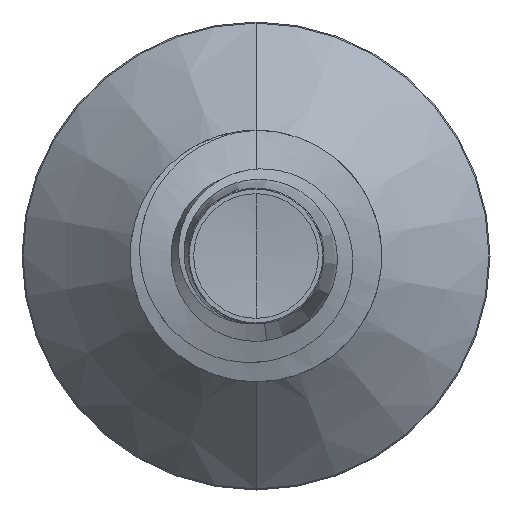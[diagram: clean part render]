
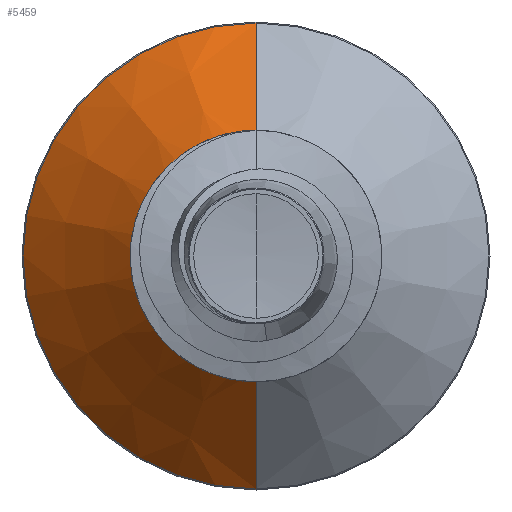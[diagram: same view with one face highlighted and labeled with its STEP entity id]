
A CAD part, front view. The second image highlights one B-rep face of the part: STEP entity #5459.
In plain terms, the highlighted conical face has half-angle 45 degrees and reference radius 2.301 mm.
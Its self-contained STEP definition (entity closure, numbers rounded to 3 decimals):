
#146 = AXIS2_PLACEMENT_3D ( 'NONE', #2165, #2067, #2036 ) ;
#850 = ORIENTED_EDGE ( 'NONE', *, *, #11711, .F. ) ;
#2036 = DIRECTION ( 'NONE',  ( 0., 0., 1. ) ) ;
#2067 = DIRECTION ( 'NONE',  ( 0., 1., 0. ) ) ;
#2165 = CARTESIAN_POINT ( 'NONE',  ( 0., 6.901, 0. ) ) ;
#2172 = CARTESIAN_POINT ( 'NONE',  ( 0., 6.901, 2.301 ) ) ;
#2313 = DIRECTION ( 'NONE',  ( 0., 0., 1. ) ) ;
#2322 = DIRECTION ( 'NONE',  ( 0., 1., 0. ) ) ;
#2341 = CARTESIAN_POINT ( 'NONE',  ( 0., 6.901, 0. ) ) ;
#3257 = CARTESIAN_POINT ( 'NONE',  ( 0., 9.228, 4.628 ) ) ;
#5000 = DIRECTION ( 'NONE',  ( 0., 1., 0. ) ) ;
#5244 = DIRECTION ( 'NONE',  ( 0., 0., 1. ) ) ;
#5283 = CARTESIAN_POINT ( 'NONE',  ( 0., 9.228, 0. ) ) ;
#5459 = ADVANCED_FACE ( 'NONE', ( #8192 ), #12261, .T. ) ;
#5463 = ORIENTED_EDGE ( 'NONE', *, *, #12215, .T. ) ;
#6530 = LINE ( 'NONE', #8854, #11283 ) ;
#7631 = EDGE_LOOP ( 'NONE', ( #850, #8239, #5463, #8592 ) ) ;
#8192 = FACE_OUTER_BOUND ( 'NONE', #7631, .T. ) ;
#8239 = ORIENTED_EDGE ( 'NONE', *, *, #11010, .T. ) ;
#8272 = VERTEX_POINT ( 'NONE', #10009 ) ;
#8592 = ORIENTED_EDGE ( 'NONE', *, *, #11888, .F. ) ;
#8703 = DIRECTION ( 'NONE',  ( 0., 0.707, -0.707 ) ) ;
#8854 = CARTESIAN_POINT ( 'NONE',  ( 0., 6.901, -2.301 ) ) ;
#9748 = CIRCLE ( 'NONE', #10651, 4.628 ) ;
#9981 = CARTESIAN_POINT ( 'NONE',  ( 0., 9.228, -4.628 ) ) ;
#10009 = CARTESIAN_POINT ( 'NONE',  ( 0., 6.901, -2.301 ) ) ;
#10012 = CIRCLE ( 'NONE', #12196, 2.301 ) ;
#10531 = LINE ( 'NONE', #10777, #12138 ) ;
#10651 = AXIS2_PLACEMENT_3D ( 'NONE', #5283, #5000, #5244 ) ;
#10697 = DIRECTION ( 'NONE',  ( 0., 0.707, 0.707 ) ) ;
#10777 = CARTESIAN_POINT ( 'NONE',  ( 0., 6.901, 2.301 ) ) ;
#11010 = EDGE_CURVE ( 'NONE', #8272, #13498, #10012, .T. ) ;
#11283 = VECTOR ( 'NONE', #8703, 1000. ) ;
#11667 = VERTEX_POINT ( 'NONE', #9981 ) ;
#11711 = EDGE_CURVE ( 'NONE', #8272, #11667, #6530, .T. ) ;
#11888 = EDGE_CURVE ( 'NONE', #11667, #12402, #9748, .T. ) ;
#12138 = VECTOR ( 'NONE', #10697, 1000. ) ;
#12196 = AXIS2_PLACEMENT_3D ( 'NONE', #2341, #2322, #2313 ) ;
#12215 = EDGE_CURVE ( 'NONE', #13498, #12402, #10531, .T. ) ;
#12261 = CONICAL_SURFACE ( 'NONE', #146, 2.301, 0.785 ) ;
#12402 = VERTEX_POINT ( 'NONE', #3257 ) ;
#13498 = VERTEX_POINT ( 'NONE', #2172 ) ;
